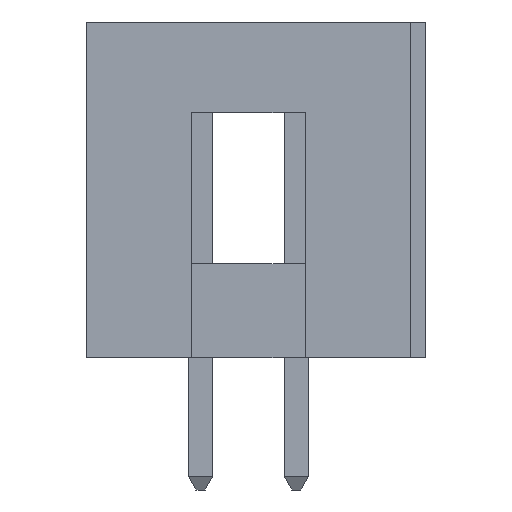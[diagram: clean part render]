
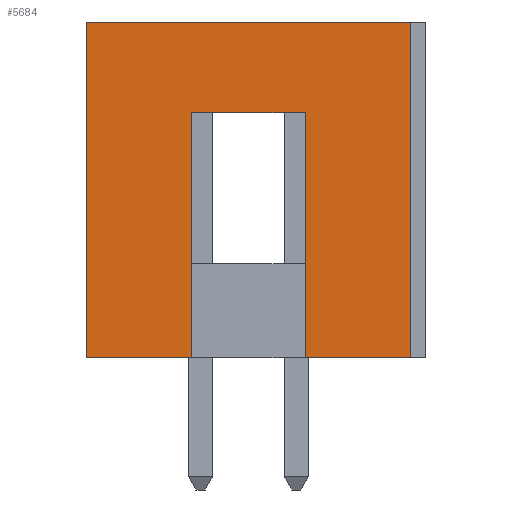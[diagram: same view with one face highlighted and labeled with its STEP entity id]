
A CAD part, left-side view. The second image highlights one B-rep face of the part: STEP entity #5684.
In plain terms, the highlighted planar face has unit normal (-1, 0, 0).
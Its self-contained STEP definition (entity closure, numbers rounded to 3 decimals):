
#19 = DIRECTION ( 'NONE',  ( 0., 0., -1. ) ) ;
#281 = LINE ( 'NONE', #11251, #16648 ) ;
#484 = CARTESIAN_POINT ( 'NONE',  ( 0., 0., 8.9 ) ) ;
#536 = CARTESIAN_POINT ( 'NONE',  ( 0., 5.8, 0. ) ) ;
#1744 = VERTEX_POINT ( 'NONE', #4711 ) ;
#2129 = AXIS2_PLACEMENT_3D ( 'NONE', #484, #14890, #5392 ) ;
#2401 = ORIENTED_EDGE ( 'NONE', *, *, #17435, .F. ) ;
#2426 = VECTOR ( 'NONE', #2807, 1000. ) ;
#2721 = EDGE_CURVE ( 'NONE', #17151, #18773, #17145, .T. ) ;
#2773 = EDGE_CURVE ( 'NONE', #1744, #4954, #15903, .T. ) ;
#2807 = DIRECTION ( 'NONE',  ( 0., 0., -1. ) ) ;
#3708 = PLANE ( 'NONE',  #2129 ) ;
#3710 = DIRECTION ( 'NONE',  ( 0., 1., 0. ) ) ;
#3770 = VECTOR ( 'NONE', #3710, 1000. ) ;
#4455 = VECTOR ( 'NONE', #12425, 1000. ) ;
#4464 = CARTESIAN_POINT ( 'NONE',  ( 0., 0., 8.9 ) ) ;
#4711 = CARTESIAN_POINT ( 'NONE',  ( 0., 2.8, 6.5 ) ) ;
#4954 = VERTEX_POINT ( 'NONE', #17988 ) ;
#5392 = DIRECTION ( 'NONE',  ( 0., 0., 1. ) ) ;
#5684 = ADVANCED_FACE ( 'NONE', ( #15045 ), #3708, .T. ) ;
#6410 = CARTESIAN_POINT ( 'NONE',  ( 0., 0., 8.9 ) ) ;
#6455 = CARTESIAN_POINT ( 'NONE',  ( 0., 8.6, 0. ) ) ;
#6644 = DIRECTION ( 'NONE',  ( 0., 0., -1. ) ) ;
#6804 = CARTESIAN_POINT ( 'NONE',  ( 0., 0., 0. ) ) ;
#7002 = VERTEX_POINT ( 'NONE', #14150 ) ;
#7214 = VERTEX_POINT ( 'NONE', #536 ) ;
#7534 = VERTEX_POINT ( 'NONE', #6410 ) ;
#7610 = LINE ( 'NONE', #6804, #13306 ) ;
#8653 = EDGE_CURVE ( 'NONE', #7214, #18773, #17437, .T. ) ;
#8708 = LINE ( 'NONE', #4464, #4455 ) ;
#9424 = ORIENTED_EDGE ( 'NONE', *, *, #12152, .T. ) ;
#9819 = EDGE_CURVE ( 'NONE', #7534, #17151, #8708, .T. ) ;
#9926 = ORIENTED_EDGE ( 'NONE', *, *, #8653, .F. ) ;
#10426 = ORIENTED_EDGE ( 'NONE', *, *, #10994, .F. ) ;
#10890 = ORIENTED_EDGE ( 'NONE', *, *, #2773, .F. ) ;
#10994 = EDGE_CURVE ( 'NONE', #11898, #7002, #7610, .T. ) ;
#11251 = CARTESIAN_POINT ( 'NONE',  ( 0., 2.8, 6.5 ) ) ;
#11417 = VECTOR ( 'NONE', #19, 1000. ) ;
#11898 = VERTEX_POINT ( 'NONE', #19680 ) ;
#12152 = EDGE_CURVE ( 'NONE', #1744, #7002, #281, .T. ) ;
#12425 = DIRECTION ( 'NONE',  ( 0., 1., 0. ) ) ;
#12742 = VECTOR ( 'NONE', #14387, 1000. ) ;
#13208 = CARTESIAN_POINT ( 'NONE',  ( 0., 2.8, 6.5 ) ) ;
#13306 = VECTOR ( 'NONE', #17858, 1000. ) ;
#13887 = CARTESIAN_POINT ( 'NONE',  ( 0., 0., 8.9 ) ) ;
#13915 = EDGE_LOOP ( 'NONE', ( #9424, #10426, #2401, #16614, #15927, #9926, #18717, #10890 ) ) ;
#14150 = CARTESIAN_POINT ( 'NONE',  ( 0., 2.8, 0. ) ) ;
#14387 = DIRECTION ( 'NONE',  ( 0., 1., 0. ) ) ;
#14682 = CARTESIAN_POINT ( 'NONE',  ( 0., 8.6, 8.9 ) ) ;
#14709 = DIRECTION ( 'NONE',  ( 0., 0., -1. ) ) ;
#14890 = DIRECTION ( 'NONE',  ( -1., 0., 0. ) ) ;
#15045 = FACE_OUTER_BOUND ( 'NONE', #13915, .T. ) ;
#15903 = LINE ( 'NONE', #13208, #3770 ) ;
#15927 = ORIENTED_EDGE ( 'NONE', *, *, #2721, .T. ) ;
#16614 = ORIENTED_EDGE ( 'NONE', *, *, #9819, .T. ) ;
#16641 = VECTOR ( 'NONE', #6644, 1000. ) ;
#16648 = VECTOR ( 'NONE', #14709, 1000. ) ;
#17145 = LINE ( 'NONE', #17701, #16641 ) ;
#17151 = VERTEX_POINT ( 'NONE', #14682 ) ;
#17435 = EDGE_CURVE ( 'NONE', #7534, #11898, #18781, .T. ) ;
#17437 = LINE ( 'NONE', #17575, #12742 ) ;
#17575 = CARTESIAN_POINT ( 'NONE',  ( 0., 0., 0. ) ) ;
#17701 = CARTESIAN_POINT ( 'NONE',  ( 0., 8.6, 8.9 ) ) ;
#17858 = DIRECTION ( 'NONE',  ( 0., 1., 0. ) ) ;
#17988 = CARTESIAN_POINT ( 'NONE',  ( 0., 5.8, 6.5 ) ) ;
#18717 = ORIENTED_EDGE ( 'NONE', *, *, #20247, .F. ) ;
#18773 = VERTEX_POINT ( 'NONE', #6455 ) ;
#18781 = LINE ( 'NONE', #13887, #2426 ) ;
#19032 = CARTESIAN_POINT ( 'NONE',  ( 0., 5.8, 6.5 ) ) ;
#19680 = CARTESIAN_POINT ( 'NONE',  ( 0., 0., 0. ) ) ;
#19803 = LINE ( 'NONE', #19032, #11417 ) ;
#20247 = EDGE_CURVE ( 'NONE', #4954, #7214, #19803, .T. ) ;
